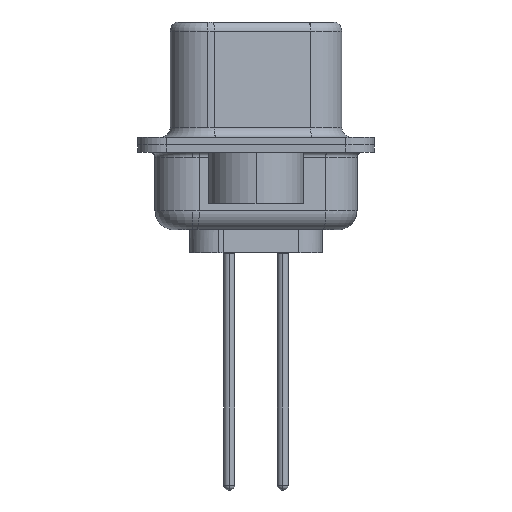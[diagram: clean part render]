
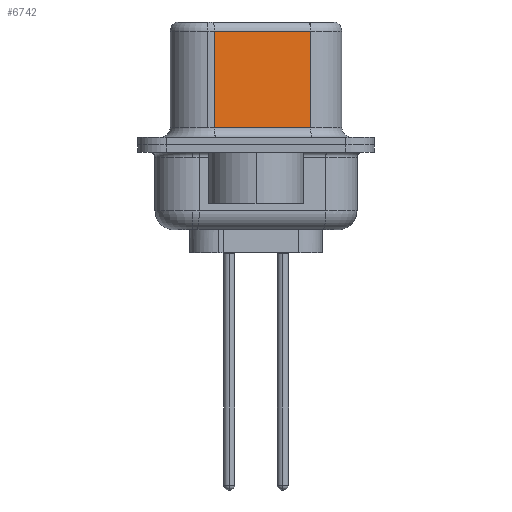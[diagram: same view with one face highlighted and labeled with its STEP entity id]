
A CAD part, left-side view. The second image highlights one B-rep face of the part: STEP entity #6742.
In plain terms, the highlighted planar face has unit normal (-0.985, -0.174, 0).
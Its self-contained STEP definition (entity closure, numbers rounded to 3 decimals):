
#1853 = DIRECTION ( 'NONE',  ( 0., 0., -1. ) ) ;
#2299 = ORIENTED_EDGE ( 'NONE', *, *, #7955, .T. ) ;
#3798 = VERTEX_POINT ( 'NONE', #4929 ) ;
#3882 = CARTESIAN_POINT ( 'NONE',  ( 3.68, 2.203, 6.52 ) ) ;
#4929 = CARTESIAN_POINT ( 'NONE',  ( 4.58, -2.897, 0.9 ) ) ;
#5515 = DIRECTION ( 'NONE',  ( 0., 0., -1. ) ) ;
#6252 = ORIENTED_EDGE ( 'NONE', *, *, #17569, .F. ) ;
#6742 = ADVANCED_FACE ( 'NONE', ( #18522 ), #20303, .F. ) ;
#7042 = VECTOR ( 'NONE', #1853, 1000. ) ;
#7055 = CARTESIAN_POINT ( 'NONE',  ( 4.58, -2.897, 6.52 ) ) ;
#7552 = VERTEX_POINT ( 'NONE', #21779 ) ;
#7835 = ORIENTED_EDGE ( 'NONE', *, *, #10278, .T. ) ;
#7955 = EDGE_CURVE ( 'NONE', #10339, #7552, #13509, .T. ) ;
#8783 = VERTEX_POINT ( 'NONE', #11079 ) ;
#9937 = VECTOR ( 'NONE', #5515, 1000. ) ;
#10278 = EDGE_CURVE ( 'NONE', #7552, #3798, #23105, .T. ) ;
#10339 = VERTEX_POINT ( 'NONE', #11835 ) ;
#10787 = EDGE_LOOP ( 'NONE', ( #6252, #18180, #2299, #7835 ) ) ;
#10966 = LINE ( 'NONE', #7055, #9937 ) ;
#11079 = CARTESIAN_POINT ( 'NONE',  ( 4.58, -2.897, 6.02 ) ) ;
#11835 = CARTESIAN_POINT ( 'NONE',  ( 3.68, 2.203, 6.02 ) ) ;
#12924 = DIRECTION ( 'NONE',  ( -0.174, 0.985, 0. ) ) ;
#13509 = LINE ( 'NONE', #3882, #7042 ) ;
#16185 = VECTOR ( 'NONE', #12924, 1000. ) ;
#16490 = DIRECTION ( 'NONE',  ( 0.985, 0.174, 0. ) ) ;
#16734 = DIRECTION ( 'NONE',  ( -0.174, 0.985, 0. ) ) ;
#17400 = CARTESIAN_POINT ( 'NONE',  ( 4.58, -2.897, 0.9 ) ) ;
#17569 = EDGE_CURVE ( 'NONE', #8783, #3798, #10966, .T. ) ;
#18180 = ORIENTED_EDGE ( 'NONE', *, *, #23235, .T. ) ;
#18522 = FACE_OUTER_BOUND ( 'NONE', #10787, .T. ) ;
#20303 = PLANE ( 'NONE',  #22344 ) ;
#20403 = VECTOR ( 'NONE', #23226, 1000. ) ;
#20533 = LINE ( 'NONE', #20896, #16185 ) ;
#20896 = CARTESIAN_POINT ( 'NONE',  ( 4.58, -2.897, 6.02 ) ) ;
#21779 = CARTESIAN_POINT ( 'NONE',  ( 3.68, 2.203, 0.9 ) ) ;
#22209 = CARTESIAN_POINT ( 'NONE',  ( 4.58, -2.897, 6.52 ) ) ;
#22344 = AXIS2_PLACEMENT_3D ( 'NONE', #22209, #16490, #16734 ) ;
#23105 = LINE ( 'NONE', #17400, #20403 ) ;
#23226 = DIRECTION ( 'NONE',  ( 0.174, -0.985, 0. ) ) ;
#23235 = EDGE_CURVE ( 'NONE', #8783, #10339, #20533, .T. ) ;
